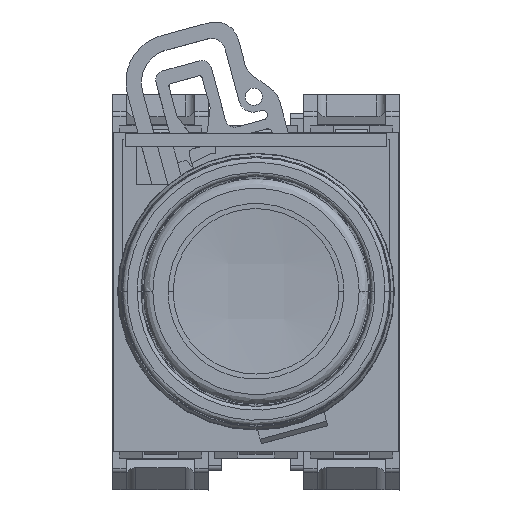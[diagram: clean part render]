
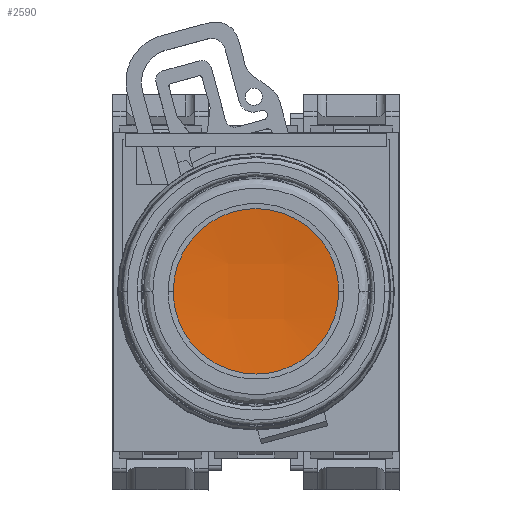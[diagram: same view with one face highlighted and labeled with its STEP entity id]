
A CAD part, top view. The second image highlights one B-rep face of the part: STEP entity #2590.
In plain terms, the highlighted free-form (B-spline) face has degree [3, 3] with [4, 4] control points.
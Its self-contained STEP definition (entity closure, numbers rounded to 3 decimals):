
#1105 = CARTESIAN_POINT ( 'NONE',  ( 5.776, 8.664, 18.971 ) ) ;
#2590 = ADVANCED_FACE ( 'NONE', ( #12252 ), #17774, .F. ) ;
#3442 = CARTESIAN_POINT ( 'NONE',  ( 0., 8.664, 18.971 ) ) ;
#4503 = CARTESIAN_POINT ( 'NONE',  ( -2.917, 8.768, 18.822 ) ) ;
#4674 = CARTESIAN_POINT ( 'NONE',  ( -8.786, -2.934, 18.822 ) ) ;
#4849 = CARTESIAN_POINT ( 'NONE',  ( 8.715, -8.768, 19.461 ) ) ;
#5847 =( BOUNDED_CURVE ( )  B_SPLINE_CURVE ( 3, ( #7612, #18363, #21193, #19049 ),
 .UNSPECIFIED., .F., .F. ) 
 B_SPLINE_CURVE_WITH_KNOTS ( ( 4, 4 ),
 ( 0., 1. ),
 .UNSPECIFIED. ) 
 CURVE ( )  GEOMETRIC_REPRESENTATION_ITEM ( )  RATIONAL_B_SPLINE_CURVE ( ( 0.995, 0.663, 0.497, 0.497 ) ) 
 REPRESENTATION_ITEM ( '' )  );
#5861 = VERTEX_POINT ( 'NONE', #25846 ) ;
#6022 = CARTESIAN_POINT ( 'NONE',  ( 8.664, 0., 18.971 ) ) ;
#6051 =( BOUNDED_CURVE ( )  B_SPLINE_CURVE ( 3, ( #7244, #15004, #15182, #15533 ),
 .UNSPECIFIED., .F., .F. ) 
 B_SPLINE_CURVE_WITH_KNOTS ( ( 4, 4 ),
 ( 0., 1. ),
 .UNSPECIFIED. ) 
 CURVE ( )  GEOMETRIC_REPRESENTATION_ITEM ( )  RATIONAL_B_SPLINE_CURVE ( ( 0.497, 0.497, 0.663, 0.995 ) ) 
 REPRESENTATION_ITEM ( '' )  );
#6703 = EDGE_CURVE ( 'NONE', #13652, #5861, #6051, .T. ) ;
#7170 =( BOUNDED_CURVE ( )  B_SPLINE_CURVE ( 3, ( #11533, #11350, #14185, #3442 ),
 .UNSPECIFIED., .F., .F. ) 
 B_SPLINE_CURVE_WITH_KNOTS ( ( 4, 4 ),
 ( 0., 1. ),
 .UNSPECIFIED. ) 
 CURVE ( )  GEOMETRIC_REPRESENTATION_ITEM ( )  RATIONAL_B_SPLINE_CURVE ( ( 0.995, 0.663, 0.497, 0.497 ) ) 
 REPRESENTATION_ITEM ( '' )  );
#7244 = CARTESIAN_POINT ( 'NONE',  ( 0., -8.664, 18.971 ) ) ;
#7319 = CARTESIAN_POINT ( 'NONE',  ( 2.917, -8.768, 18.822 ) ) ;
#7612 = CARTESIAN_POINT ( 'NONE',  ( 8.664, 0., 18.971 ) ) ;
#9608 = CARTESIAN_POINT ( 'NONE',  ( 8.786, -2.934, 18.822 ) ) ;
#11350 = CARTESIAN_POINT ( 'NONE',  ( -8.664, 4.332, 18.971 ) ) ;
#11533 = CARTESIAN_POINT ( 'NONE',  ( -8.664, 0., 18.971 ) ) ;
#11902 = ORIENTED_EDGE ( 'NONE', *, *, #12001, .F. ) ;
#12001 = EDGE_CURVE ( 'NONE', #29976, #13652, #5847, .T. ) ;
#12111 = EDGE_CURVE ( 'NONE', #28221, #29976, #18904, .T. ) ;
#12252 = FACE_OUTER_BOUND ( 'NONE', #13440, .T. ) ;
#13248 = CARTESIAN_POINT ( 'NONE',  ( 0., 8.664, 18.971 ) ) ;
#13258 = ORIENTED_EDGE ( 'NONE', *, *, #6703, .F. ) ;
#13440 = EDGE_LOOP ( 'NONE', ( #13258, #11902, #31411, #14129 ) ) ;
#13652 = VERTEX_POINT ( 'NONE', #25971 ) ;
#14129 = ORIENTED_EDGE ( 'NONE', *, *, #14594, .F. ) ;
#14185 = CARTESIAN_POINT ( 'NONE',  ( -5.776, 8.664, 18.971 ) ) ;
#14594 = EDGE_CURVE ( 'NONE', #5861, #28221, #7170, .T. ) ;
#15004 = CARTESIAN_POINT ( 'NONE',  ( -5.776, -8.664, 18.971 ) ) ;
#15182 = CARTESIAN_POINT ( 'NONE',  ( -8.664, -4.332, 18.971 ) ) ;
#15533 = CARTESIAN_POINT ( 'NONE',  ( -8.664, 0., 18.971 ) ) ;
#15603 = CARTESIAN_POINT ( 'NONE',  ( -8.786, 2.934, 18.822 ) ) ;
#17774 =( BOUNDED_SURFACE ( )  B_SPLINE_SURFACE ( 3, 3, ( 
 ( #34359, #26186, #4503, #31563 ),
 ( #26534, #17882, #20883, #15603 ),
 ( #9608, #20351, #25834, #4674 ),
 ( #4849, #7319, #26358, #31402 ) ),
 .UNSPECIFIED., .F., .F., .F. ) 
 B_SPLINE_SURFACE_WITH_KNOTS ( ( 4, 4 ),
 ( 4, 4 ),
 ( 0., 1. ),
 ( 0., 1. ),
 .UNSPECIFIED. ) 
 GEOMETRIC_REPRESENTATION_ITEM ( )  RATIONAL_B_SPLINE_SURFACE ( (
 ( 1., 0.996, 0.996, 1.),
 ( 0.996, 0.992, 0.992, 0.996),
 ( 0.996, 0.992, 0.992, 0.996),
 ( 1., 0.996, 0.996, 1.) ) ) 
 REPRESENTATION_ITEM ( '' )  SURFACE ( )  );
#17882 = CARTESIAN_POINT ( 'NONE',  ( 2.94, 2.934, 18.177 ) ) ;
#18363 = CARTESIAN_POINT ( 'NONE',  ( 8.664, -4.332, 18.971 ) ) ;
#18904 =( BOUNDED_CURVE ( )  B_SPLINE_CURVE ( 3, ( #32723, #1105, #27168, #6022 ),
 .UNSPECIFIED., .F., .T. ) 
 B_SPLINE_CURVE_WITH_KNOTS ( ( 4, 4 ),
 ( 0., 1. ),
 .UNSPECIFIED. ) 
 CURVE ( )  GEOMETRIC_REPRESENTATION_ITEM ( )  RATIONAL_B_SPLINE_CURVE ( ( 0.497, 0.497, 0.663, 0.995 ) ) 
 REPRESENTATION_ITEM ( '' )  );
#19049 = CARTESIAN_POINT ( 'NONE',  ( 0., -8.664, 18.971 ) ) ;
#20351 = CARTESIAN_POINT ( 'NONE',  ( 2.94, -2.934, 18.177 ) ) ;
#20883 = CARTESIAN_POINT ( 'NONE',  ( -2.94, 2.934, 18.177 ) ) ;
#21193 = CARTESIAN_POINT ( 'NONE',  ( 5.776, -8.664, 18.971 ) ) ;
#25834 = CARTESIAN_POINT ( 'NONE',  ( -2.94, -2.934, 18.177 ) ) ;
#25846 = CARTESIAN_POINT ( 'NONE',  ( -8.664, 0., 18.971 ) ) ;
#25971 = CARTESIAN_POINT ( 'NONE',  ( 0., -8.664, 18.971 ) ) ;
#26186 = CARTESIAN_POINT ( 'NONE',  ( 2.917, 8.768, 18.822 ) ) ;
#26358 = CARTESIAN_POINT ( 'NONE',  ( -2.917, -8.768, 18.822 ) ) ;
#26534 = CARTESIAN_POINT ( 'NONE',  ( 8.786, 2.934, 18.822 ) ) ;
#27168 = CARTESIAN_POINT ( 'NONE',  ( 8.664, 4.332, 18.971 ) ) ;
#28221 = VERTEX_POINT ( 'NONE', #13248 ) ;
#29885 = CARTESIAN_POINT ( 'NONE',  ( 8.664, 0., 18.971 ) ) ;
#29976 = VERTEX_POINT ( 'NONE', #29885 ) ;
#31402 = CARTESIAN_POINT ( 'NONE',  ( -8.715, -8.768, 19.461 ) ) ;
#31411 = ORIENTED_EDGE ( 'NONE', *, *, #12111, .F. ) ;
#31563 = CARTESIAN_POINT ( 'NONE',  ( -8.715, 8.768, 19.461 ) ) ;
#32723 = CARTESIAN_POINT ( 'NONE',  ( 0., 8.664, 18.971 ) ) ;
#34359 = CARTESIAN_POINT ( 'NONE',  ( 8.715, 8.768, 19.461 ) ) ;
